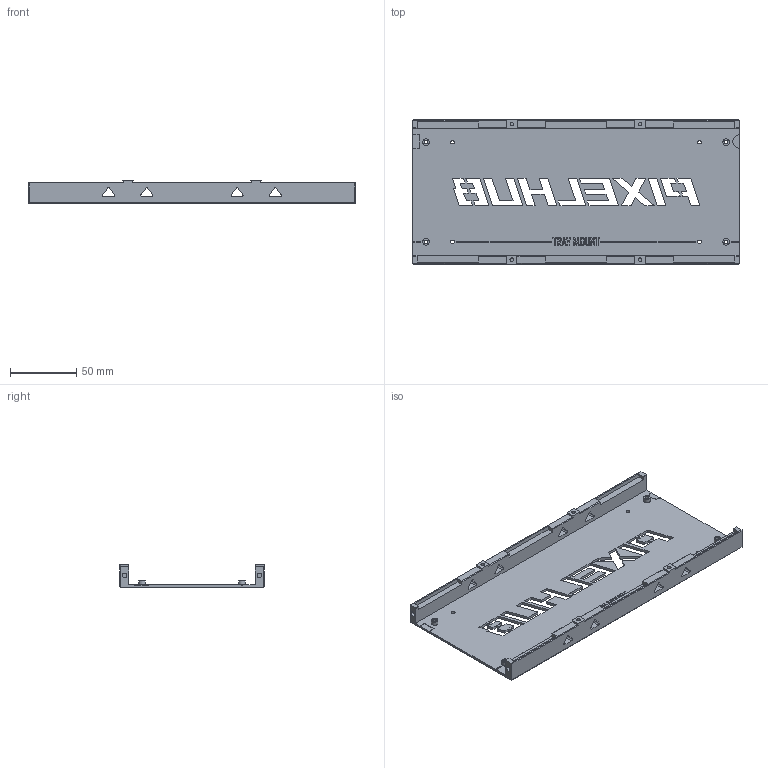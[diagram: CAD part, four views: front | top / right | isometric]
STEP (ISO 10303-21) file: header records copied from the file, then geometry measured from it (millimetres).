
FILE_DESCRIPTION(('HOOPS Exchange Step'),'2;1');
FILE_NAME('temp_export','2024-07-11T01:11:43-16:00',('13271'),('Shapr3D Limited'),'HOOPS Exchange 2024.2','Shapr3D','Authorized');
FILE_SCHEMA( ('AUTOMOTIVE_DESIGN { 1 0 10303 214 1 1 1 1 }') );
Length unit declared in the file: millimetre
Products named in the file (1): inner_case_mid
Bounding box: 245.75 x 108.49 x 17.2 mm (x, y, z)
Volume: 86747.9 mm3; surface area: 68722.9 mm2
Topology: 1 solids, 1 shells, 427 faces, 1177 edges, 782 vertices
Faces by surface type: plane 343, cylinder 57, bspline 27
Full cylindrical faces by diameter (mm): 2.7 x12, 3.5 x4, 4 x4, 5 x4
Entity records: 13955 total; most frequent: CARTESIAN_POINT 2978, ORIENTED_EDGE 2354, DIRECTION 2055, EDGE_CURVE 1177, VECTOR 993, LINE 993, VERTEX_POINT 782, AXIS2_PLACEMENT_3D 531
